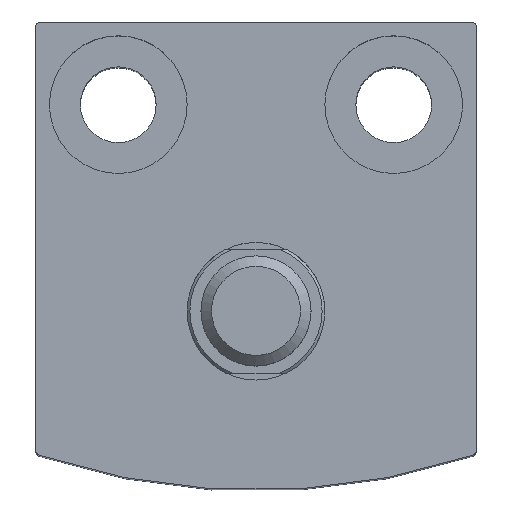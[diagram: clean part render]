
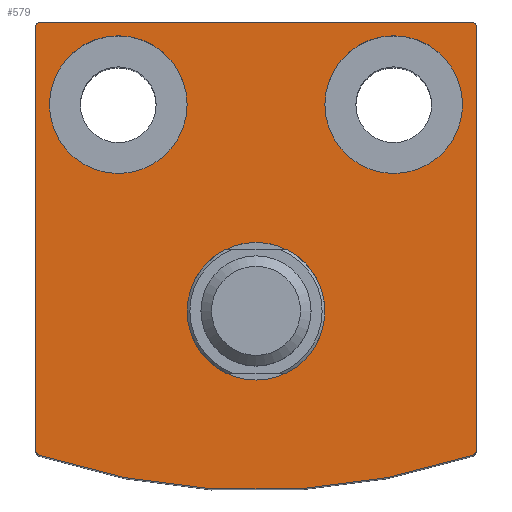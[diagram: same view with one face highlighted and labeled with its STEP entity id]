
A CAD part, top view. The second image highlights one B-rep face of the part: STEP entity #579.
In plain terms, the highlighted planar face has unit normal (0, 0, 1).
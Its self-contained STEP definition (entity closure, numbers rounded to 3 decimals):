
#41=CIRCLE('',#641,0.4);
#43=CIRCLE('',#644,50.);
#45=CIRCLE('',#647,0.4);
#47=CIRCLE('',#651,0.4);
#51=CIRCLE('',#657,0.4);
#55=CIRCLE('',#663,5.);
#56=CIRCLE('',#664,5.);
#57=CIRCLE('',#665,5.);
#145=ORIENTED_EDGE('',*,*,#267,.T.);
#146=ORIENTED_EDGE('',*,*,#268,.T.);
#147=ORIENTED_EDGE('',*,*,#269,.T.);
#148=ORIENTED_EDGE('',*,*,#239,.T.);
#149=ORIENTED_EDGE('',*,*,#243,.T.);
#150=ORIENTED_EDGE('',*,*,#246,.T.);
#151=ORIENTED_EDGE('',*,*,#249,.T.);
#152=ORIENTED_EDGE('',*,*,#252,.T.);
#153=ORIENTED_EDGE('',*,*,#255,.T.);
#154=ORIENTED_EDGE('',*,*,#260,.T.);
#155=ORIENTED_EDGE('',*,*,#263,.T.);
#239=EDGE_CURVE('',#308,#309,#363,.T.);
#243=EDGE_CURVE('',#309,#312,#41,.T.);
#246=EDGE_CURVE('',#312,#314,#43,.T.);
#249=EDGE_CURVE('',#314,#316,#45,.T.);
#252=EDGE_CURVE('',#316,#318,#370,.T.);
#255=EDGE_CURVE('',#318,#320,#47,.T.);
#260=EDGE_CURVE('',#320,#324,#374,.T.);
#263=EDGE_CURVE('',#324,#308,#51,.T.);
#267=EDGE_CURVE('',#328,#328,#55,.T.);
#268=EDGE_CURVE('',#329,#329,#56,.T.);
#269=EDGE_CURVE('',#330,#330,#57,.T.);
#308=VERTEX_POINT('',#930);
#309=VERTEX_POINT('',#931);
#312=VERTEX_POINT('',#939);
#314=VERTEX_POINT('',#945);
#316=VERTEX_POINT('',#951);
#318=VERTEX_POINT('',#957);
#320=VERTEX_POINT('',#963);
#324=VERTEX_POINT('',#973);
#328=VERTEX_POINT('',#987);
#329=VERTEX_POINT('',#989);
#330=VERTEX_POINT('',#991);
#363=LINE('',#929,#385);
#370=LINE('',#956,#392);
#374=LINE('',#972,#396);
#385=VECTOR('',#731,1000.);
#392=VECTOR('',#758,1000.);
#396=VECTOR('',#774,1000.);
#420=EDGE_LOOP('',(#145));
#421=EDGE_LOOP('',(#146));
#422=EDGE_LOOP('',(#147));
#423=EDGE_LOOP('',(#148,#149,#150,#151,#152,#153,#154,#155));
#492=FACE_BOUND('',#420,.T.);
#493=FACE_BOUND('',#421,.T.);
#494=FACE_BOUND('',#422,.T.);
#495=FACE_BOUND('',#423,.T.);
#555=PLANE('',#662);
#579=ADVANCED_FACE('',(#492,#493,#494,#495),#555,.T.);
#641=AXIS2_PLACEMENT_3D('',#938,#737,#738);
#644=AXIS2_PLACEMENT_3D('',#944,#744,#745);
#647=AXIS2_PLACEMENT_3D('',#950,#751,#752);
#651=AXIS2_PLACEMENT_3D('',#962,#763,#764);
#657=AXIS2_PLACEMENT_3D('',#978,#779,#780);
#662=AXIS2_PLACEMENT_3D('',#985,#789,#790);
#663=AXIS2_PLACEMENT_3D('',#986,#791,#792);
#664=AXIS2_PLACEMENT_3D('',#988,#793,#794);
#665=AXIS2_PLACEMENT_3D('',#990,#795,#796);
#731=DIRECTION('',(0.,-1.,0.));
#737=DIRECTION('',(0.,0.,1.));
#738=DIRECTION('',(1.,0.,0.));
#744=DIRECTION('',(0.,0.,1.));
#745=DIRECTION('',(1.,0.,0.));
#751=DIRECTION('',(0.,0.,1.));
#752=DIRECTION('',(1.,0.,0.));
#758=DIRECTION('',(0.,1.,0.));
#763=DIRECTION('',(0.,0.,1.));
#764=DIRECTION('',(1.,0.,0.));
#774=DIRECTION('',(-1.,0.,0.));
#779=DIRECTION('',(0.,0.,1.));
#780=DIRECTION('',(1.,0.,0.));
#789=DIRECTION('',(0.,0.,1.));
#790=DIRECTION('',(1.,0.,0.));
#791=DIRECTION('',(0.,0.,-1.));
#792=DIRECTION('',(-1.,0.,0.));
#793=DIRECTION('',(0.,0.,-1.));
#794=DIRECTION('',(-1.,0.,0.));
#795=DIRECTION('',(0.,0.,-1.));
#796=DIRECTION('',(-1.,0.,0.));
#929=CARTESIAN_POINT('',(-16.,20.6,0.));
#930=CARTESIAN_POINT('',(-16.,20.6,0.));
#931=CARTESIAN_POINT('',(-16.,-10.083,0.));
#938=CARTESIAN_POINT('',(-15.6,-10.083,0.));
#939=CARTESIAN_POINT('',(-15.726,-10.463,0.));
#944=CARTESIAN_POINT('',(0.,37.,0.));
#945=CARTESIAN_POINT('',(15.726,-10.463,0.));
#950=CARTESIAN_POINT('',(15.6,-10.083,0.));
#951=CARTESIAN_POINT('',(16.,-10.083,0.));
#956=CARTESIAN_POINT('',(16.,-10.083,0.));
#957=CARTESIAN_POINT('',(16.,20.6,0.));
#962=CARTESIAN_POINT('',(15.6,20.6,0.));
#963=CARTESIAN_POINT('',(15.6,21.,0.));
#972=CARTESIAN_POINT('',(15.6,21.,0.));
#973=CARTESIAN_POINT('',(-15.6,21.,0.));
#978=CARTESIAN_POINT('',(-15.6,20.6,0.));
#985=CARTESIAN_POINT('',(-15.6,-10.083,0.));
#986=CARTESIAN_POINT('',(0.,0.,0.));
#987=CARTESIAN_POINT('',(-5.,0.,0.));
#988=CARTESIAN_POINT('',(10.,15.,0.));
#989=CARTESIAN_POINT('',(5.,15.,0.));
#990=CARTESIAN_POINT('',(-10.,15.,0.));
#991=CARTESIAN_POINT('',(-15.,15.,0.));
